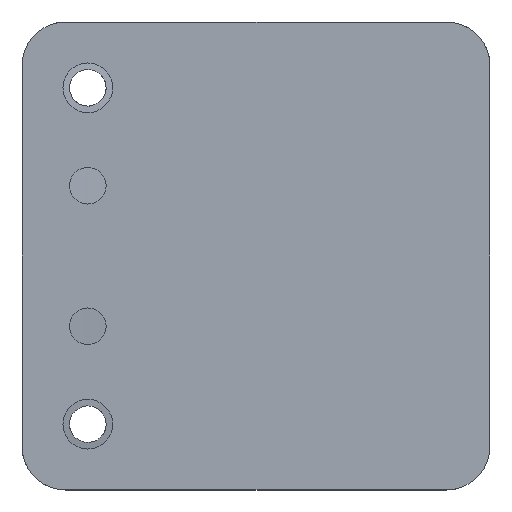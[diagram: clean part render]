
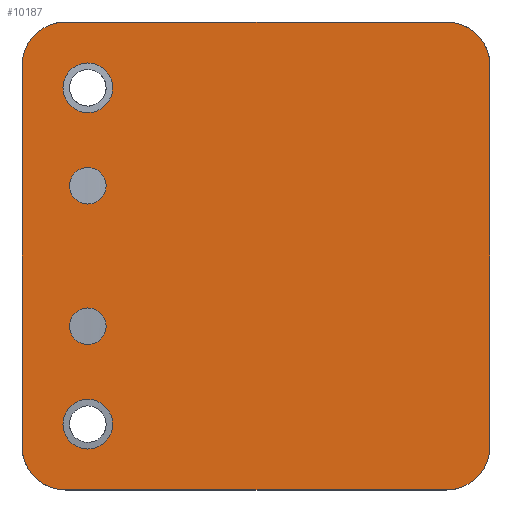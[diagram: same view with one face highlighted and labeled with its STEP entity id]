
A CAD part, front view. The second image highlights one B-rep face of the part: STEP entity #10187.
In plain terms, the highlighted planar face has unit normal (0, -1, 0).
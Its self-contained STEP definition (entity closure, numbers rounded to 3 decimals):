
#46 = EDGE_LOOP ( 'NONE', ( #575, #5573 ) ) ;
#79 = VERTEX_POINT ( 'NONE', #5419 ) ;
#157 = DIRECTION ( 'NONE',  ( 0., -1., 0. ) ) ;
#204 = DIRECTION ( 'NONE',  ( 0., 1., 0. ) ) ;
#313 = VECTOR ( 'NONE', #9903, 1000. ) ;
#333 = LINE ( 'NONE', #6612, #4007 ) ;
#384 = AXIS2_PLACEMENT_3D ( 'NONE', #7170, #10871, #6262 ) ;
#408 = VERTEX_POINT ( 'NONE', #11766 ) ;
#478 = EDGE_CURVE ( 'NONE', #8059, #1444, #5851, .T. ) ;
#575 = ORIENTED_EDGE ( 'NONE', *, *, #4035, .T. ) ;
#590 = VECTOR ( 'NONE', #4700, 1000. ) ;
#646 = ORIENTED_EDGE ( 'NONE', *, *, #2827, .F. ) ;
#670 = VERTEX_POINT ( 'NONE', #2251 ) ;
#773 = CARTESIAN_POINT ( 'NONE',  ( -8., 0., -8. ) ) ;
#868 = EDGE_CURVE ( 'NONE', #1442, #8491, #3296, .T. ) ;
#947 = CARTESIAN_POINT ( 'NONE',  ( -8., 0., -8. ) ) ;
#1001 = CARTESIAN_POINT ( 'NONE',  ( -5.75, 0., -5.75 ) ) ;
#1061 = FACE_BOUND ( 'NONE', #46, .T. ) ;
#1081 = VERTEX_POINT ( 'NONE', #3640 ) ;
#1096 = DIRECTION ( 'NONE',  ( 0., 0., -1. ) ) ;
#1121 = CARTESIAN_POINT ( 'NONE',  ( 0., 0., 0. ) ) ;
#1164 = ORIENTED_EDGE ( 'NONE', *, *, #478, .F. ) ;
#1400 = EDGE_CURVE ( 'NONE', #8471, #11221, #5631, .T. ) ;
#1439 = DIRECTION ( 'NONE',  ( 0., 0., -1. ) ) ;
#1442 = VERTEX_POINT ( 'NONE', #7227 ) ;
#1444 = VERTEX_POINT ( 'NONE', #2779 ) ;
#1581 = EDGE_CURVE ( 'NONE', #1081, #6776, #6720, .T. ) ;
#1662 = CARTESIAN_POINT ( 'NONE',  ( 8., 0., -6.5 ) ) ;
#1894 = AXIS2_PLACEMENT_3D ( 'NONE', #1121, #204, #8484 ) ;
#1896 = EDGE_CURVE ( 'NONE', #11221, #8471, #3785, .T. ) ;
#1991 = DIRECTION ( 'NONE',  ( 0., 0., -1. ) ) ;
#2064 = CIRCLE ( 'NONE', #5371, 0.625 ) ;
#2233 = DIRECTION ( 'NONE',  ( 0., -1., 0. ) ) ;
#2251 = CARTESIAN_POINT ( 'NONE',  ( 6.5, 0., -8. ) ) ;
#2448 = AXIS2_PLACEMENT_3D ( 'NONE', #2953, #157, #11223 ) ;
#2546 = CIRCLE ( 'NONE', #8574, 0.625 ) ;
#2582 = DIRECTION ( 'NONE',  ( 0., -1., 0. ) ) ;
#2612 = CARTESIAN_POINT ( 'NONE',  ( -5.75, 0., 6.6 ) ) ;
#2779 = CARTESIAN_POINT ( 'NONE',  ( -5.75, 0., 1.775 ) ) ;
#2819 = DIRECTION ( 'NONE',  ( 0., 0., 1. ) ) ;
#2827 = EDGE_CURVE ( 'NONE', #1444, #8059, #2064, .T. ) ;
#2953 = CARTESIAN_POINT ( 'NONE',  ( -6.5, 0., -6.5 ) ) ;
#3041 = ORIENTED_EDGE ( 'NONE', *, *, #4673, .T. ) ;
#3147 = DIRECTION ( 'NONE',  ( 0., 0., 1. ) ) ;
#3296 = CIRCLE ( 'NONE', #4484, 0.85 ) ;
#3306 = EDGE_CURVE ( 'NONE', #670, #6776, #4301, .T. ) ;
#3309 = CARTESIAN_POINT ( 'NONE',  ( -6.5, 0., -8. ) ) ;
#3426 = DIRECTION ( 'NONE',  ( 0., -1., 0. ) ) ;
#3514 = DIRECTION ( 'NONE',  ( 0., 0., -1. ) ) ;
#3567 = EDGE_CURVE ( 'NONE', #670, #9240, #6546, .T. ) ;
#3640 = CARTESIAN_POINT ( 'NONE',  ( -8., 0., -6.5 ) ) ;
#3711 = CARTESIAN_POINT ( 'NONE',  ( 6.5, 0., -6.5 ) ) ;
#3785 = CIRCLE ( 'NONE', #4374, 0.85 ) ;
#3840 = DIRECTION ( 'NONE',  ( 0., 1., 0. ) ) ;
#3961 = PLANE ( 'NONE',  #1894 ) ;
#3989 = CARTESIAN_POINT ( 'NONE',  ( -5.75, 0., 5.75 ) ) ;
#4007 = VECTOR ( 'NONE', #7691, 1000. ) ;
#4016 = AXIS2_PLACEMENT_3D ( 'NONE', #11765, #3426, #1439 ) ;
#4035 = EDGE_CURVE ( 'NONE', #8491, #1442, #5771, .T. ) ;
#4101 = EDGE_CURVE ( 'NONE', #8312, #9435, #7507, .T. ) ;
#4152 = ORIENTED_EDGE ( 'NONE', *, *, #3567, .T. ) ;
#4291 = AXIS2_PLACEMENT_3D ( 'NONE', #7878, #2582, #1096 ) ;
#4301 = LINE ( 'NONE', #773, #313 ) ;
#4374 = AXIS2_PLACEMENT_3D ( 'NONE', #1001, #3840, #2819 ) ;
#4484 = AXIS2_PLACEMENT_3D ( 'NONE', #8279, #7358, #4547 ) ;
#4509 = DIRECTION ( 'NONE',  ( 0., -1., 0. ) ) ;
#4547 = DIRECTION ( 'NONE',  ( 0., 0., 1. ) ) ;
#4633 = CARTESIAN_POINT ( 'NONE',  ( -8., 0., 6.5 ) ) ;
#4673 = EDGE_CURVE ( 'NONE', #408, #5624, #11023, .T. ) ;
#4680 = DIRECTION ( 'NONE',  ( 0., 0., 1. ) ) ;
#4700 = DIRECTION ( 'NONE',  ( 0., 0., 1. ) ) ;
#4753 = FACE_BOUND ( 'NONE', #8480, .T. ) ;
#4811 = EDGE_LOOP ( 'NONE', ( #646, #1164 ) ) ;
#5327 = EDGE_LOOP ( 'NONE', ( #9467, #10294 ) ) ;
#5371 = AXIS2_PLACEMENT_3D ( 'NONE', #8151, #11861, #3514 ) ;
#5419 = CARTESIAN_POINT ( 'NONE',  ( -5.75, 0., -3.025 ) ) ;
#5573 = ORIENTED_EDGE ( 'NONE', *, *, #868, .T. ) ;
#5624 = VERTEX_POINT ( 'NONE', #4633 ) ;
#5631 = CIRCLE ( 'NONE', #384, 0.85 ) ;
#5695 = FACE_BOUND ( 'NONE', #4811, .T. ) ;
#5756 = ORIENTED_EDGE ( 'NONE', *, *, #1581, .T. ) ;
#5771 = CIRCLE ( 'NONE', #7323, 0.85 ) ;
#5809 = FACE_OUTER_BOUND ( 'NONE', #9924, .T. ) ;
#5838 = DIRECTION ( 'NONE',  ( 0., -1., 0. ) ) ;
#5843 = VECTOR ( 'NONE', #7463, 1000. ) ;
#5851 = CIRCLE ( 'NONE', #4291, 0.625 ) ;
#5937 = ORIENTED_EDGE ( 'NONE', *, *, #11748, .F. ) ;
#6044 = CARTESIAN_POINT ( 'NONE',  ( -6.5, 0., 6.5 ) ) ;
#6121 = CARTESIAN_POINT ( 'NONE',  ( -5.75, 0., -1.775 ) ) ;
#6262 = DIRECTION ( 'NONE',  ( 0., 0., 1. ) ) ;
#6356 = AXIS2_PLACEMENT_3D ( 'NONE', #3711, #4509, #4680 ) ;
#6546 = CIRCLE ( 'NONE', #6356, 1.5 ) ;
#6612 = CARTESIAN_POINT ( 'NONE',  ( -8., 0., 8. ) ) ;
#6627 = CARTESIAN_POINT ( 'NONE',  ( -5.75, 0., -2.4 ) ) ;
#6661 = EDGE_CURVE ( 'NONE', #1081, #5624, #7338, .T. ) ;
#6720 = CIRCLE ( 'NONE', #2448, 1.5 ) ;
#6776 = VERTEX_POINT ( 'NONE', #3309 ) ;
#6809 = CARTESIAN_POINT ( 'NONE',  ( 6.5, 0., 6.5 ) ) ;
#7170 = CARTESIAN_POINT ( 'NONE',  ( -5.75, 0., -5.75 ) ) ;
#7185 = CARTESIAN_POINT ( 'NONE',  ( -5.75, 0., -6.6 ) ) ;
#7227 = CARTESIAN_POINT ( 'NONE',  ( -5.75, 0., 4.9 ) ) ;
#7253 = EDGE_CURVE ( 'NONE', #8312, #9240, #7351, .T. ) ;
#7323 = AXIS2_PLACEMENT_3D ( 'NONE', #3989, #8627, #3147 ) ;
#7338 = LINE ( 'NONE', #947, #590 ) ;
#7351 = LINE ( 'NONE', #10258, #5843 ) ;
#7358 = DIRECTION ( 'NONE',  ( 0., 1., 0. ) ) ;
#7463 = DIRECTION ( 'NONE',  ( 0., 0., -1. ) ) ;
#7507 = CIRCLE ( 'NONE', #10412, 1.5 ) ;
#7691 = DIRECTION ( 'NONE',  ( 1., 0., 0. ) ) ;
#7878 = CARTESIAN_POINT ( 'NONE',  ( -5.75, 0., 2.4 ) ) ;
#8059 = VERTEX_POINT ( 'NONE', #10798 ) ;
#8087 = ORIENTED_EDGE ( 'NONE', *, *, #9186, .F. ) ;
#8151 = CARTESIAN_POINT ( 'NONE',  ( -5.75, 0., 2.4 ) ) ;
#8279 = CARTESIAN_POINT ( 'NONE',  ( -5.75, 0., 5.75 ) ) ;
#8294 = CARTESIAN_POINT ( 'NONE',  ( 8., 0., 6.5 ) ) ;
#8312 = VERTEX_POINT ( 'NONE', #8294 ) ;
#8471 = VERTEX_POINT ( 'NONE', #7185 ) ;
#8480 = EDGE_LOOP ( 'NONE', ( #5937, #8087 ) ) ;
#8484 = DIRECTION ( 'NONE',  ( 0., 0., 1. ) ) ;
#8491 = VERTEX_POINT ( 'NONE', #2612 ) ;
#8574 = AXIS2_PLACEMENT_3D ( 'NONE', #6627, #2233, #1991 ) ;
#8627 = DIRECTION ( 'NONE',  ( 0., 1., 0. ) ) ;
#8684 = AXIS2_PLACEMENT_3D ( 'NONE', #6044, #9753, #10586 ) ;
#8921 = ORIENTED_EDGE ( 'NONE', *, *, #9022, .F. ) ;
#9022 = EDGE_CURVE ( 'NONE', #408, #9435, #333, .T. ) ;
#9186 = EDGE_CURVE ( 'NONE', #10340, #79, #9866, .T. ) ;
#9240 = VERTEX_POINT ( 'NONE', #1662 ) ;
#9340 = CARTESIAN_POINT ( 'NONE',  ( 6.5, 0., 8. ) ) ;
#9435 = VERTEX_POINT ( 'NONE', #9340 ) ;
#9467 = ORIENTED_EDGE ( 'NONE', *, *, #1896, .T. ) ;
#9753 = DIRECTION ( 'NONE',  ( 0., -1., 0. ) ) ;
#9866 = CIRCLE ( 'NONE', #4016, 0.625 ) ;
#9903 = DIRECTION ( 'NONE',  ( -1., 0., 0. ) ) ;
#9924 = EDGE_LOOP ( 'NONE', ( #10478, #11801, #8921, #3041, #10121, #5756, #10395, #4152 ) ) ;
#10121 = ORIENTED_EDGE ( 'NONE', *, *, #6661, .F. ) ;
#10187 = ADVANCED_FACE ( 'NONE', ( #5695, #10352, #1061, #5809, #4753 ), #3961, .F. ) ;
#10258 = CARTESIAN_POINT ( 'NONE',  ( 8., 0., -8. ) ) ;
#10294 = ORIENTED_EDGE ( 'NONE', *, *, #1400, .T. ) ;
#10340 = VERTEX_POINT ( 'NONE', #6121 ) ;
#10352 = FACE_BOUND ( 'NONE', #5327, .T. ) ;
#10395 = ORIENTED_EDGE ( 'NONE', *, *, #3306, .F. ) ;
#10412 = AXIS2_PLACEMENT_3D ( 'NONE', #6809, #5838, #10504 ) ;
#10478 = ORIENTED_EDGE ( 'NONE', *, *, #7253, .F. ) ;
#10504 = DIRECTION ( 'NONE',  ( 0., 0., 1. ) ) ;
#10586 = DIRECTION ( 'NONE',  ( 0., 0., 1. ) ) ;
#10798 = CARTESIAN_POINT ( 'NONE',  ( -5.75, 0., 3.025 ) ) ;
#10871 = DIRECTION ( 'NONE',  ( 0., 1., 0. ) ) ;
#11023 = CIRCLE ( 'NONE', #8684, 1.5 ) ;
#11221 = VERTEX_POINT ( 'NONE', #11948 ) ;
#11223 = DIRECTION ( 'NONE',  ( 0., 0., 1. ) ) ;
#11748 = EDGE_CURVE ( 'NONE', #79, #10340, #2546, .T. ) ;
#11765 = CARTESIAN_POINT ( 'NONE',  ( -5.75, 0., -2.4 ) ) ;
#11766 = CARTESIAN_POINT ( 'NONE',  ( -6.5, 0., 8. ) ) ;
#11801 = ORIENTED_EDGE ( 'NONE', *, *, #4101, .T. ) ;
#11861 = DIRECTION ( 'NONE',  ( 0., -1., 0. ) ) ;
#11948 = CARTESIAN_POINT ( 'NONE',  ( -5.75, 0., -4.9 ) ) ;
